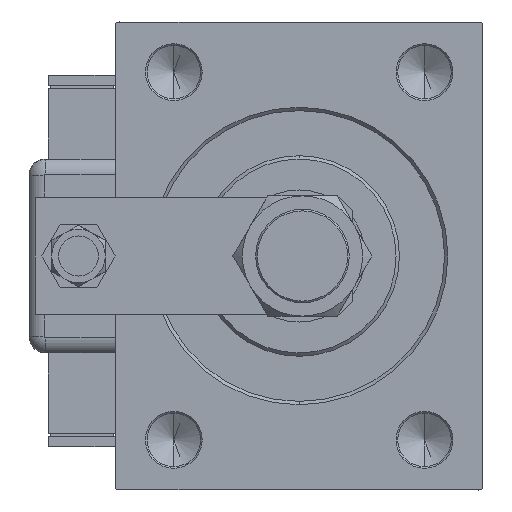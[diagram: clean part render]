
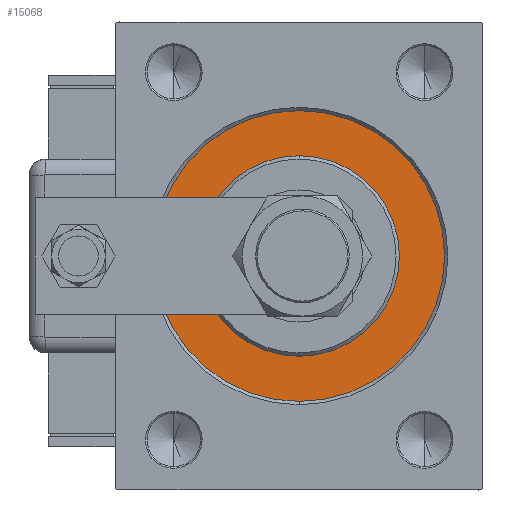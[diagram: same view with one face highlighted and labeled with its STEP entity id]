
A CAD part, left-side view. The second image highlights one B-rep face of the part: STEP entity #15068.
In plain terms, the highlighted face is planar.
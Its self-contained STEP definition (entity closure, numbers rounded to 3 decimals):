
#2439 = CARTESIAN_POINT ( 'NONE',  ( 0., 0., 0. ) ) ;
#3231 = AXIS2_PLACEMENT_3D ( 'NONE', #25037, #6676, #44304 ) ;
#3298 = CARTESIAN_POINT ( 'NONE',  ( 0., 0., 0. ) ) ;
#6676 = DIRECTION ( 'NONE',  ( 1., 0., 0. ) ) ;
#6705 = EDGE_CURVE ( 'NONE', #55515, #8745, #43346, .T. ) ;
#7164 = VERTEX_POINT ( 'NONE', #11960 ) ;
#7734 = DIRECTION ( 'NONE',  ( -1., 0., 0. ) ) ;
#8745 = VERTEX_POINT ( 'NONE', #15876 ) ;
#11960 = CARTESIAN_POINT ( 'NONE',  ( 0., 0., 30. ) ) ;
#14284 = DIRECTION ( 'NONE',  ( -1., 0., 0. ) ) ;
#15016 = ORIENTED_EDGE ( 'NONE', *, *, #6705, .F. ) ;
#15068 = ADVANCED_FACE ( 'NONE', ( #22712, #31584 ), #41337, .F. ) ;
#15876 = CARTESIAN_POINT ( 'NONE',  ( 0., 0., 43.5 ) ) ;
#15972 = EDGE_CURVE ( 'NONE', #8745, #55515, #28429, .T. ) ;
#16121 = AXIS2_PLACEMENT_3D ( 'NONE', #3298, #7734, #17244 ) ;
#16903 = EDGE_CURVE ( 'NONE', #42404, #7164, #20421, .T. ) ;
#17244 = DIRECTION ( 'NONE',  ( 0., 0., 1. ) ) ;
#18743 = AXIS2_PLACEMENT_3D ( 'NONE', #2439, #60591, #41617 ) ;
#20421 = CIRCLE ( 'NONE', #3231, 30. ) ;
#22712 = FACE_BOUND ( 'NONE', #57136, .T. ) ;
#23586 = ORIENTED_EDGE ( 'NONE', *, *, #15972, .F. ) ;
#23851 = CARTESIAN_POINT ( 'NONE',  ( 0., 0., -30. ) ) ;
#25037 = CARTESIAN_POINT ( 'NONE',  ( 0., 0., 0. ) ) ;
#28429 = CIRCLE ( 'NONE', #49620, 43.5 ) ;
#31584 = FACE_OUTER_BOUND ( 'NONE', #60662, .T. ) ;
#36625 = DIRECTION ( 'NONE',  ( 0., 0., 1. ) ) ;
#38878 = EDGE_CURVE ( 'NONE', #7164, #42404, #45991, .T. ) ;
#41337 = PLANE ( 'NONE',  #57635 ) ;
#41617 = DIRECTION ( 'NONE',  ( 0., 0., -1. ) ) ;
#41957 = DIRECTION ( 'NONE',  ( -1., 0., 0. ) ) ;
#42404 = VERTEX_POINT ( 'NONE', #23851 ) ;
#43346 = CIRCLE ( 'NONE', #16121, 43.5 ) ;
#44304 = DIRECTION ( 'NONE',  ( 0., 0., -1. ) ) ;
#45991 = CIRCLE ( 'NONE', #18743, 30. ) ;
#47251 = ORIENTED_EDGE ( 'NONE', *, *, #38878, .F. ) ;
#48405 = DIRECTION ( 'NONE',  ( 0., 0., 1. ) ) ;
#49620 = AXIS2_PLACEMENT_3D ( 'NONE', #57568, #14284, #48405 ) ;
#54305 = ORIENTED_EDGE ( 'NONE', *, *, #16903, .F. ) ;
#55515 = VERTEX_POINT ( 'NONE', #60902 ) ;
#57136 = EDGE_LOOP ( 'NONE', ( #47251, #54305 ) ) ;
#57568 = CARTESIAN_POINT ( 'NONE',  ( 0., 0., 0. ) ) ;
#57635 = AXIS2_PLACEMENT_3D ( 'NONE', #61537, #41957, #36625 ) ;
#60591 = DIRECTION ( 'NONE',  ( 1., 0., 0. ) ) ;
#60662 = EDGE_LOOP ( 'NONE', ( #15016, #23586 ) ) ;
#60902 = CARTESIAN_POINT ( 'NONE',  ( 0., 0., -43.5 ) ) ;
#61537 = CARTESIAN_POINT ( 'NONE',  ( 0., 0., 0. ) ) ;
